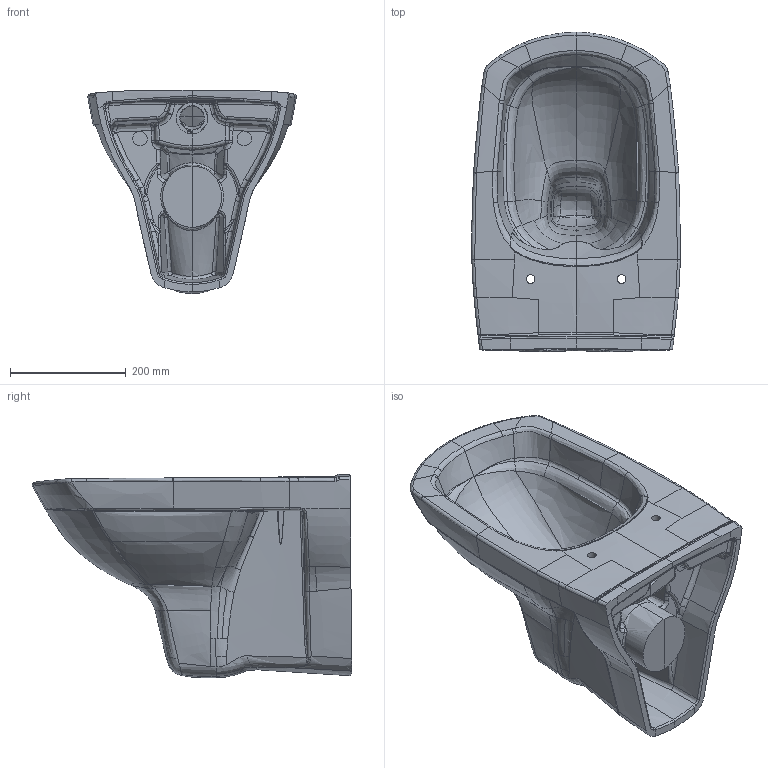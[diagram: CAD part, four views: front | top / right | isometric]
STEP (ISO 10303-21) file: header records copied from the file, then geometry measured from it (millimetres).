
FILE_DESCRIPTION(/* description */ (''),/* implementation_level */ '2;1');
FILE_NAME(/* name */ 'MZ_Carina_CO_AVB.stp',/* time_stamp */ '2020-05-07T11:35:14+02:00',/* author */ (''),/* organization */ (''),/* preprocessor_version */ 'ST-DEVELOPER v15',/* originating_system */ 'SIEMENS PLM Software NX 9.0',/* authorisation */ '');
FILE_SCHEMA (('AUTOMOTIVE_DESIGN { 1 0 10303 214 3 1 1 1 }'));
Products named in the file (1): asta1FECB3C1yc8l
Bounding box: 359.88 x 550.83 x 350.5 mm (x, y, z)
Volume: 13315712.8 mm3; surface area: 1011229.1 mm2
Topology: 2 solids, 2 shells, 887 faces, 2398 edges, 1479 vertices
Faces by surface type: bspline 832, extrusion 20, plane 16, sphere 10, cylinder 5, torus 2, cone 2
Entity records: 178520 total; most frequent: CARTESIAN_POINT 163544, ORIENTED_EDGE 4688, EDGE_CURVE 2344, B_SPLINE_CURVE_WITH_KNOTS 2030, VERTEX_POINT 1473, EDGE_LOOP 905, ADVANCED_FACE 887, FACE_OUTER_BOUND 869
